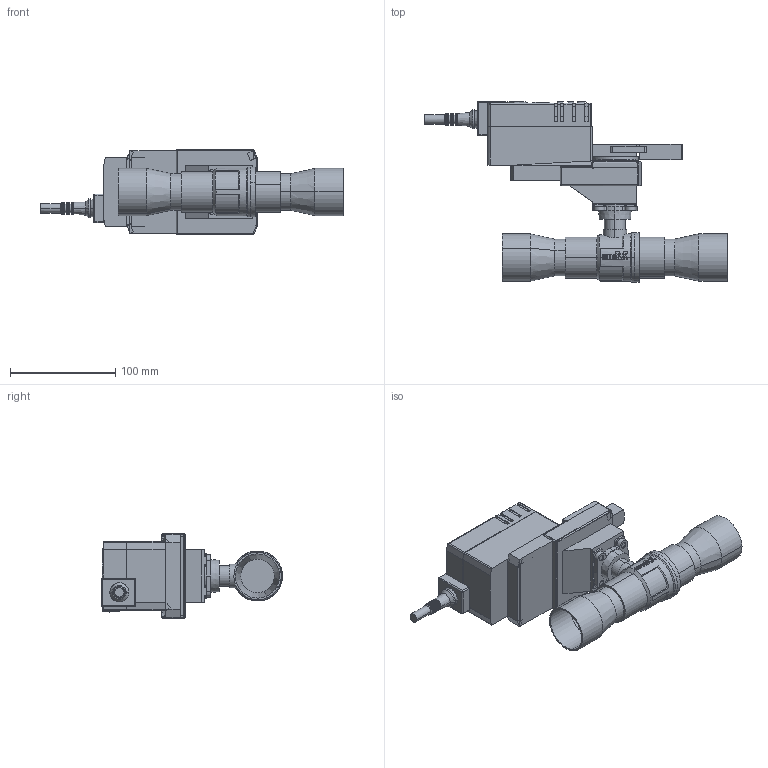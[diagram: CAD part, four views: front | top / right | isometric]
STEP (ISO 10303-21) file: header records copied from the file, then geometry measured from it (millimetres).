
FILE_DESCRIPTION (( 'STEP AP214' ), '1' );
FILE_NAME ('BEA21D42D42NAL.STEP', '2024-01-23T13:00:43', ( '' ), ( '' ), 'SwSTEP 2.0', 'SolidWorks 2024', '' );
FILE_SCHEMA (( 'AUTOMOTIVE_DESIGN' ));
Length unit declared in the file: millimetre
Products named in the file (3): BEA21D42D42NAL; 0100252100420421; LRQ24A-SZ_3D
Assembly tree (2 placements, depth 2):
  BEA21D42D42NAL
    0100252100420421
    LRQ24A-SZ_3D
Bounding box: 288.08 x 172.1 x 80 mm (x, y, z)
Volume: 180061.9 mm3; surface area: 190434.6 mm2
Topology: 1 solids, 37 shells, 1234 faces, 3346 edges, 2159 vertices
Faces by surface type: plane 863, cylinder 257, bspline 72, cone 42
Entity records: 56490 total; most frequent: CARTESIAN_POINT 15124, ORIENTED_EDGE 6520, DIRECTION 5200, EDGE_CURVE 3274, VECTOR 2162, LINE 2162, VERTEX_POINT 2150, AXIS2_PLACEMENT_3D 1519
